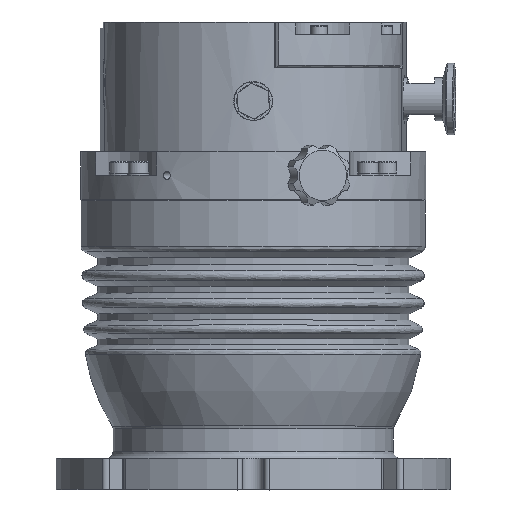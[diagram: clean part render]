
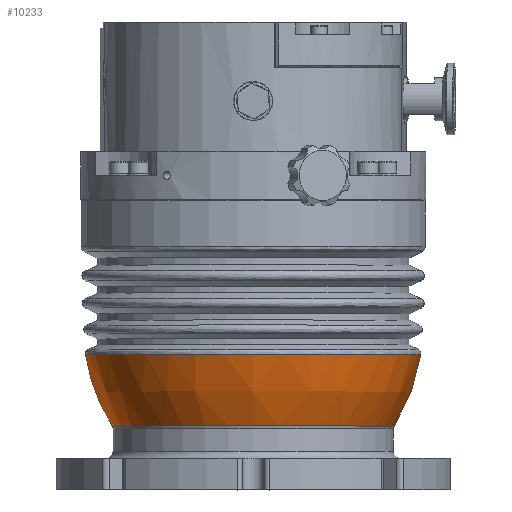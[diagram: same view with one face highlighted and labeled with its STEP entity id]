
A CAD part, top view. The second image highlights one B-rep face of the part: STEP entity #10233.
In plain terms, the highlighted free-form (B-spline) face has degree [2, 2] with [3, 9] control points.
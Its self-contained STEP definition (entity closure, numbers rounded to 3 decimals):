
#10169=CARTESIAN_POINT('',(-58.764,-168.512,0.));
#10170=VERTEX_POINT('',#10169);
#10171=CARTESIAN_POINT('',(0.,-168.512,0.));
#10172=DIRECTION('',(0.0,-1.0,0.0));
#10173=DIRECTION('',(1.0,0.0,0.0));
#10174=AXIS2_PLACEMENT_3D('',#10171,#10172,#10173);
#10175=CIRCLE('',#10174,58.764);
#10176=EDGE_CURVE('',#10170,#10170,#10175,.T.);
#10184=CARTESIAN_POINT('',(0.,-138.594,-69.978));
#10185=CARTESIAN_POINT('',(0.,-154.742,-67.543));
#10186=CARTESIAN_POINT('',(0.,-168.512,-58.764));
#10187=CARTESIAN_POINT('',(69.978,-138.594,-69.978));
#10188=CARTESIAN_POINT('',(67.543,-154.742,-67.543));
#10189=CARTESIAN_POINT('',(58.764,-168.512,-58.764));
#10190=CARTESIAN_POINT('',(69.978,-138.594,0.));
#10191=CARTESIAN_POINT('',(67.543,-154.742,0.));
#10192=CARTESIAN_POINT('',(58.764,-168.512,0.));
#10193=CARTESIAN_POINT('',(69.978,-138.594,69.978));
#10194=CARTESIAN_POINT('',(67.543,-154.742,67.543));
#10195=CARTESIAN_POINT('',(58.764,-168.512,58.764));
#10196=CARTESIAN_POINT('',(0.,-138.594,69.978));
#10197=CARTESIAN_POINT('',(0.,-154.742,67.543));
#10198=CARTESIAN_POINT('',(0.,-168.512,58.764));
#10199=CARTESIAN_POINT('',(-69.978,-138.594,69.978));
#10200=CARTESIAN_POINT('',(-67.543,-154.742,67.543));
#10201=CARTESIAN_POINT('',(-58.764,-168.512,58.764));
#10202=CARTESIAN_POINT('',(-69.978,-138.594,0.));
#10203=CARTESIAN_POINT('',(-67.543,-154.742,0.));
#10204=CARTESIAN_POINT('',(-58.764,-168.512,0.));
#10205=CARTESIAN_POINT('',(-69.978,-138.594,-69.978));
#10206=CARTESIAN_POINT('',(-67.543,-154.742,-67.543));
#10207=CARTESIAN_POINT('',(-58.764,-168.512,-58.764));
#10208=CARTESIAN_POINT('',(0.,-138.594,-69.978));
#10209=CARTESIAN_POINT('',(0.,-154.742,-67.543));
#10210=CARTESIAN_POINT('',(0.,-168.512,-58.764));
#10218=(BOUNDED_SURFACE()B_SPLINE_SURFACE(2,2,((#10184,#10187,#10190,#10193,#10196,#10199,#10202,#10205,#10208),(#10185,#10188,#10191,#10194,#10197,#10200,#10203,#10206,#10209),(#10186,#10189,#10192,#10195,#10198,#10201,#10204,#10207,#10210)),.UNSPECIFIED.,.F.,.T.,.U.)B_SPLINE_SURFACE_WITH_KNOTS((3,3),(3,2,2,2,3),(0.15,0.568),(0.0,1.571,3.142,4.712,6.283),.UNSPECIFIED.)GEOMETRIC_REPRESENTATION_ITEM()RATIONAL_B_SPLINE_SURFACE(((1.0,0.707,1.0,0.707,1.0,0.707,1.0,0.707,1.0),(0.978,0.692,0.978,0.692,0.978,0.692,0.978,0.692,0.978),(1.0,0.707,1.0,0.707,1.0,0.707,1.0,0.707,1.0)))REPRESENTATION_ITEM('')SURFACE());
#10219=CARTESIAN_POINT('',(-69.978,-138.594,0.));
#10220=VERTEX_POINT('',#10219);
#10221=CARTESIAN_POINT('',(0.,-138.594,0.));
#10222=DIRECTION('',(0.0,-1.0,0.0));
#10223=DIRECTION('',(-1.0,0.0,0.0));
#10224=AXIS2_PLACEMENT_3D('',#10221,#10222,#10223);
#10225=CIRCLE('',#10224,69.978);
#10226=EDGE_CURVE('',#10220,#10220,#10225,.T.);
#10227=ORIENTED_EDGE('',*,*,#10226,.T.);
#10228=EDGE_LOOP('',(#10227));
#10229=FACE_OUTER_BOUND('',#10228,.T.);
#10230=ORIENTED_EDGE('',*,*,#10176,.F.);
#10231=EDGE_LOOP('',(#10230));
#10232=FACE_BOUND('',#10231,.T.);
#10233=ADVANCED_FACE('',(#10229,#10232),#10218,.F.);
